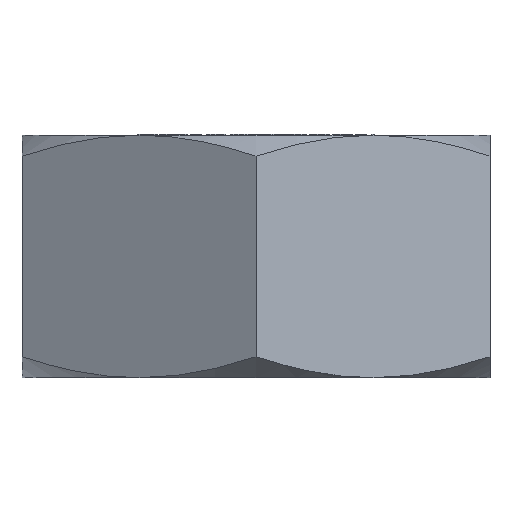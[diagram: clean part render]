
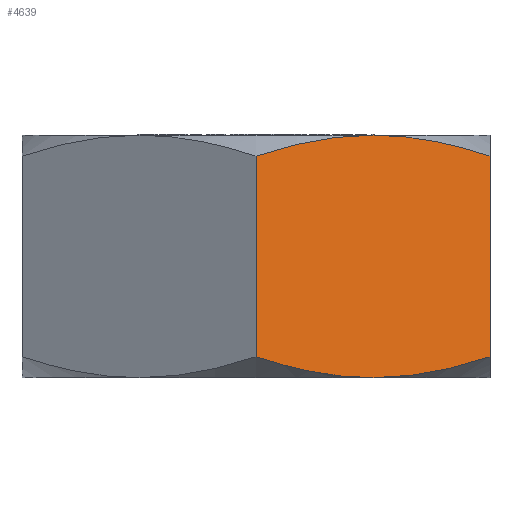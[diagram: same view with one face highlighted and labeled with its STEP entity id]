
A CAD part, front view. The second image highlights one B-rep face of the part: STEP entity #4639.
In plain terms, the highlighted planar face has unit normal (0.5, -0.866, 0).
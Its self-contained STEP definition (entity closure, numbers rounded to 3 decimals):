
#103 = VERTEX_POINT ( 'NONE', #6987 ) ;
#116 = VERTEX_POINT ( 'NONE', #6912 ) ;
#135 =( BOUNDED_CURVE ( )  B_SPLINE_CURVE ( 2, ( #6429, #6917, #6511 ),
 .UNSPECIFIED., .F., .F. ) 
 B_SPLINE_CURVE_WITH_KNOTS ( ( 3, 3 ),
 ( 3.192, 5.019 ),
 .UNSPECIFIED. ) 
 CURVE ( )  GEOMETRIC_REPRESENTATION_ITEM ( )  RATIONAL_B_SPLINE_CURVE ( ( 1., 1.068, 1.058 ) ) 
 REPRESENTATION_ITEM ( '' )  );
#532 = PLANE ( 'NONE',  #9009 ) ;
#533 = CARTESIAN_POINT ( 'NONE',  ( 0., -31.754, 0. ) ) ;
#534 = DIRECTION ( 'NONE',  ( 0.5, -0.866, 0. ) ) ;
#535 = DIRECTION ( 'NONE',  ( 0.866, 0.5, 0. ) ) ;
#647 = EDGE_CURVE ( 'NONE', #103, #1634, #135, .T. ) ;
#858 = EDGE_CURVE ( 'NONE', #116, #1626, #11324, .T. ) ;
#997 = EDGE_CURVE ( 'NONE', #1611, #103, #11250, .T. ) ;
#1581 = VERTEX_POINT ( 'NONE', #11844 ) ;
#1611 = VERTEX_POINT ( 'NONE', #11816 ) ;
#1626 = VERTEX_POINT ( 'NONE', #11825 ) ;
#1634 = VERTEX_POINT ( 'NONE', #11823 ) ;
#1893 = EDGE_CURVE ( 'NONE', #1634, #116, #9473, .T. ) ;
#2019 = EDGE_CURVE ( 'NONE', #1611, #1581, #12121, .T. ) ;
#2125 = EDGE_CURVE ( 'NONE', #1626, #1581, #11403, .T. ) ;
#4639 = ADVANCED_FACE ( 'NONE', ( #7029 ), #532, .T. ) ;
#4791 = CARTESIAN_POINT ( 'NONE',  ( 7.369, -27.5, 28.5 ) ) ;
#4805 = CARTESIAN_POINT ( 'NONE',  ( 0., -31.754, 26.044 ) ) ;
#4889 = CARTESIAN_POINT ( 'NONE',  ( 13.75, -23.816, 28.5 ) ) ;
#6219 = CARTESIAN_POINT ( 'NONE',  ( 27.5, -15.877, 26.044 ) ) ;
#6429 = CARTESIAN_POINT ( 'NONE',  ( 13.75, -23.816, 0. ) ) ;
#6462 = CARTESIAN_POINT ( 'NONE',  ( 13.75, -23.816, 28.5 ) ) ;
#6511 = CARTESIAN_POINT ( 'NONE',  ( 27.5, -15.877, 2.456 ) ) ;
#6590 = CARTESIAN_POINT ( 'NONE',  ( 20.131, -20.131, 28.5 ) ) ;
#6912 = CARTESIAN_POINT ( 'NONE',  ( 27.5, -15.877, 26.044 ) ) ;
#6917 = CARTESIAN_POINT ( 'NONE',  ( 20.131, -20.131, 0. ) ) ;
#6987 = CARTESIAN_POINT ( 'NONE',  ( 13.75, -23.816, 0. ) ) ;
#7029 = FACE_OUTER_BOUND ( 'NONE', #10628, .T. ) ;
#8056 = DIRECTION ( 'NONE',  ( 0., 0., 1. ) ) ;
#8175 = CARTESIAN_POINT ( 'NONE',  ( 0., -31.754, 0. ) ) ;
#9009 = AXIS2_PLACEMENT_3D ( 'NONE', #533, #534, #535 ) ;
#9473 = LINE ( 'NONE', #9743, #9474 ) ;
#9474 = VECTOR ( 'NONE', #9909, 1000. ) ;
#9743 = CARTESIAN_POINT ( 'NONE',  ( 27.5, -15.877, 0. ) ) ;
#9909 = DIRECTION ( 'NONE',  ( 0., 0., 1. ) ) ;
#10628 = EDGE_LOOP ( 'NONE', ( #10886, #10866, #11016, #10933, #10865, #10939 ) ) ;
#10865 = ORIENTED_EDGE ( 'NONE', *, *, #647, .T. ) ;
#10866 = ORIENTED_EDGE ( 'NONE', *, *, #2125, .T. ) ;
#10886 = ORIENTED_EDGE ( 'NONE', *, *, #858, .T. ) ;
#10933 = ORIENTED_EDGE ( 'NONE', *, *, #997, .T. ) ;
#10939 = ORIENTED_EDGE ( 'NONE', *, *, #1893, .T. ) ;
#11016 = ORIENTED_EDGE ( 'NONE', *, *, #2019, .F. ) ;
#11250 =( BOUNDED_CURVE ( )  B_SPLINE_CURVE ( 2, ( #11487, #11864, #11476 ),
 .UNSPECIFIED., .F., .F. ) 
 B_SPLINE_CURVE_WITH_KNOTS ( ( 3, 3 ),
 ( 1.366, 3.192 ),
 .UNSPECIFIED. ) 
 CURVE ( )  GEOMETRIC_REPRESENTATION_ITEM ( )  RATIONAL_B_SPLINE_CURVE ( ( 1.058, 1.068, 1. ) ) 
 REPRESENTATION_ITEM ( '' )  );
#11324 =( BOUNDED_CURVE ( )  B_SPLINE_CURVE ( 2, ( #6219, #6590, #6462 ),
 .UNSPECIFIED., .F., .F. ) 
 B_SPLINE_CURVE_WITH_KNOTS ( ( 3, 3 ),
 ( 1.366, 3.192 ),
 .UNSPECIFIED. ) 
 CURVE ( )  GEOMETRIC_REPRESENTATION_ITEM ( )  RATIONAL_B_SPLINE_CURVE ( ( 1.058, 1.068, 1. ) ) 
 REPRESENTATION_ITEM ( '' )  );
#11403 =( BOUNDED_CURVE ( )  B_SPLINE_CURVE ( 2, ( #4889, #4791, #4805 ),
 .UNSPECIFIED., .F., .F. ) 
 B_SPLINE_CURVE_WITH_KNOTS ( ( 3, 3 ),
 ( 3.192, 5.019 ),
 .UNSPECIFIED. ) 
 CURVE ( )  GEOMETRIC_REPRESENTATION_ITEM ( )  RATIONAL_B_SPLINE_CURVE ( ( 1., 1.068, 1.058 ) ) 
 REPRESENTATION_ITEM ( '' )  );
#11476 = CARTESIAN_POINT ( 'NONE',  ( 13.75, -23.816, 0. ) ) ;
#11487 = CARTESIAN_POINT ( 'NONE',  ( 0., -31.754, 2.456 ) ) ;
#11816 = CARTESIAN_POINT ( 'NONE',  ( 0., -31.754, 2.456 ) ) ;
#11823 = CARTESIAN_POINT ( 'NONE',  ( 27.5, -15.877, 2.456 ) ) ;
#11825 = CARTESIAN_POINT ( 'NONE',  ( 13.75, -23.816, 28.5 ) ) ;
#11844 = CARTESIAN_POINT ( 'NONE',  ( 0., -31.754, 26.044 ) ) ;
#11864 = CARTESIAN_POINT ( 'NONE',  ( 7.369, -27.5, 0. ) ) ;
#12121 = LINE ( 'NONE', #8175, #12122 ) ;
#12122 = VECTOR ( 'NONE', #8056, 1000. ) ;
